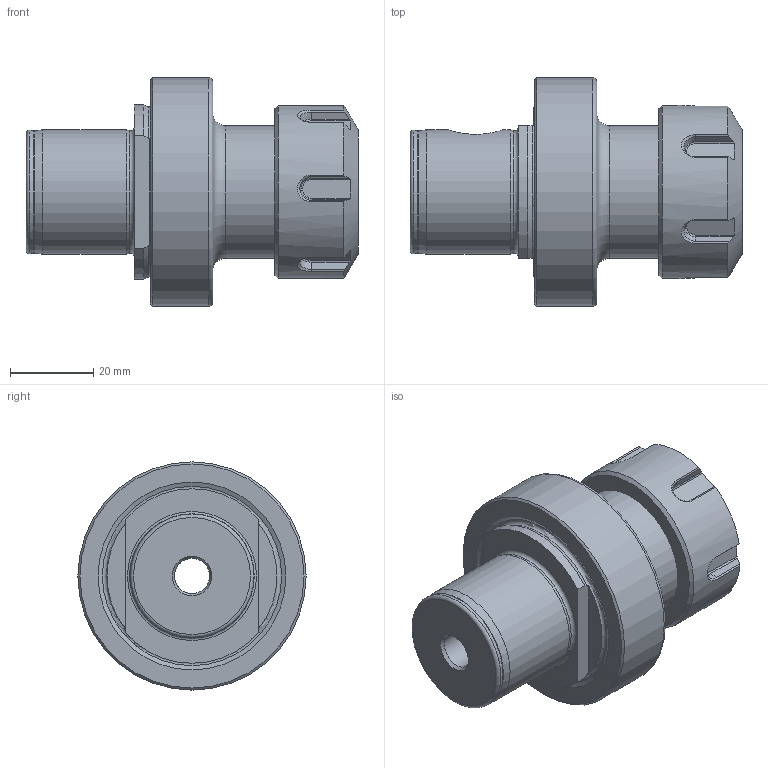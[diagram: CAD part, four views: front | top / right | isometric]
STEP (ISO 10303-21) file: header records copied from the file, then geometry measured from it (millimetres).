
FILE_DESCRIPTION (( 'STEP AP214' ), '1' );
FILE_NAME ('MB5.E25.K01.050.STEP', '2021-03-19T08:44:35', ( '' ), ( '' ), 'SwSTEP 2.0', 'SolidWorks 2017', '' );
FILE_SCHEMA (( 'AUTOMOTIVE_DESIGN' ));
Length unit declared in the file: millimetre
Products named in the file (3): MB5.E25.K01.050; E25-ER1.001.020; MB5-E25.K01.050_D
Assembly tree (2 placements, depth 2):
  MB5.E25.K01.050
    MB5-E25.K01.050_D
    E25-ER1.001.020
Bounding box: 80 x 55 x 55 mm (x, y, z)
Volume: 78207.7 mm3; surface area: 21742.1 mm2
Topology: 2 solids, 2 shells, 118 faces, 280 edges, 170 vertices
Faces by surface type: plane 59, cone 35, cylinder 14, torus 10
Full cylindrical faces by diameter (mm): 8 x1, 8.5 x1, 18 x1, 20.9 x1, 30 x1, 30.5 x1, 32 x1, 32.5 x1, 41.7 x1, 55 x1
Entity records: 4698 total; most frequent: CARTESIAN_POINT 1185, DIRECTION 505, ORIENTED_EDGE 484, EDGE_CURVE 242, AXIS2_PLACEMENT_3D 203, VERTEX_POINT 165, EDGE_LOOP 161, FACE_OUTER_BOUND 136
